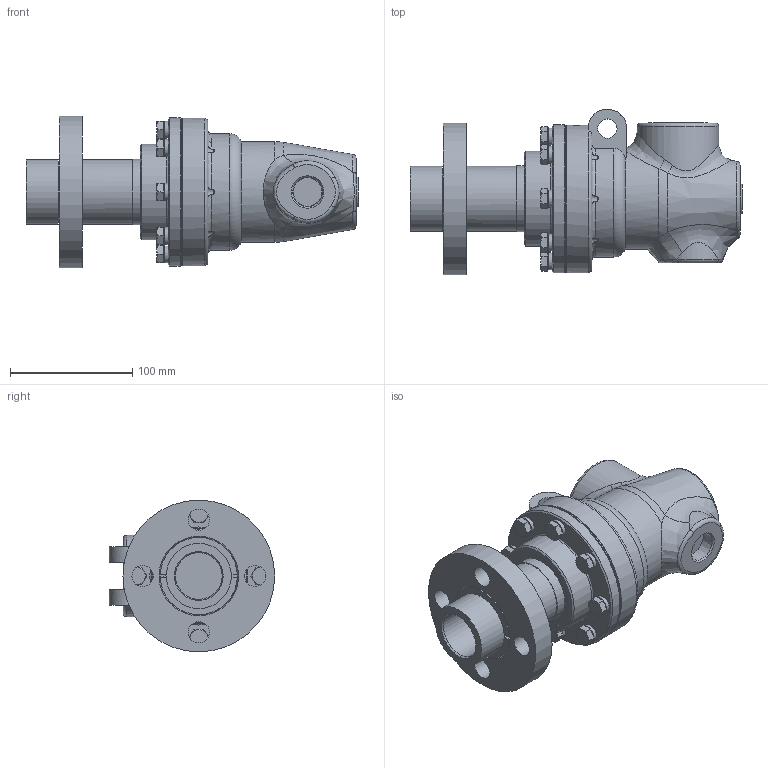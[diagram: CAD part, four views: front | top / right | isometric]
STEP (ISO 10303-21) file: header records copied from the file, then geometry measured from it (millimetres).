
FILE_DESCRIPTION(/* description */ (''),/* implementation_level */ '2;1');
FILE_NAME(/* name */ 'BC-54065-24-60B-IC.stp',/* time_stamp */ '2020-05-20T09:22:00-05:00',/* author */ ('dyurkovich'),/* organization */ (''),/* preprocessor_version */ 'ST-DEVELOPER v18',/* originating_system */ 'Autodesk Inventor 2020',/* authorisation */ '');
FILE_SCHEMA (('AUTOMOTIVE_DESIGN { 1 0 10303 214 3 1 1 }'));
Products named in the file (1): BC-54065-24-60B-IC
Bounding box: 271.42 x 135.15 x 124 mm (x, y, z)
Volume: 1454145.1 mm3; surface area: 165002 mm2
Topology: 1 solids, 3 shells, 798 faces, 2071 edges, 1348 vertices
Faces by surface type: plane 337, bspline 220, cylinder 134, cone 89, torus 18
Full cylindrical faces by diameter (mm): 7.798 x8, 9.525 x8, 10.668 x8, 10.922 x8, 14.275 x8, 15.748 x2, 17.35 x4, 38.1 x1, 46.82 x1, 53.1 x1, 53.14 x1, 53.95 x1, 60.325 x1, 63.2 x1, 66.548 x1, 66.7 x1, 77.978 x1, 119.634 x1, 120.65 x1, 121.158 x1, 124 x1
Entity records: 71163 total; most frequent: CARTESIAN_POINT 52145, ORIENTED_EDGE 4142, DIRECTION 3445, EDGE_CURVE 2071, VERTEX_POINT 1348, AXIS2_PLACEMENT_3D 1329, EDGE_LOOP 899, FACE_OUTER_BOUND 798
